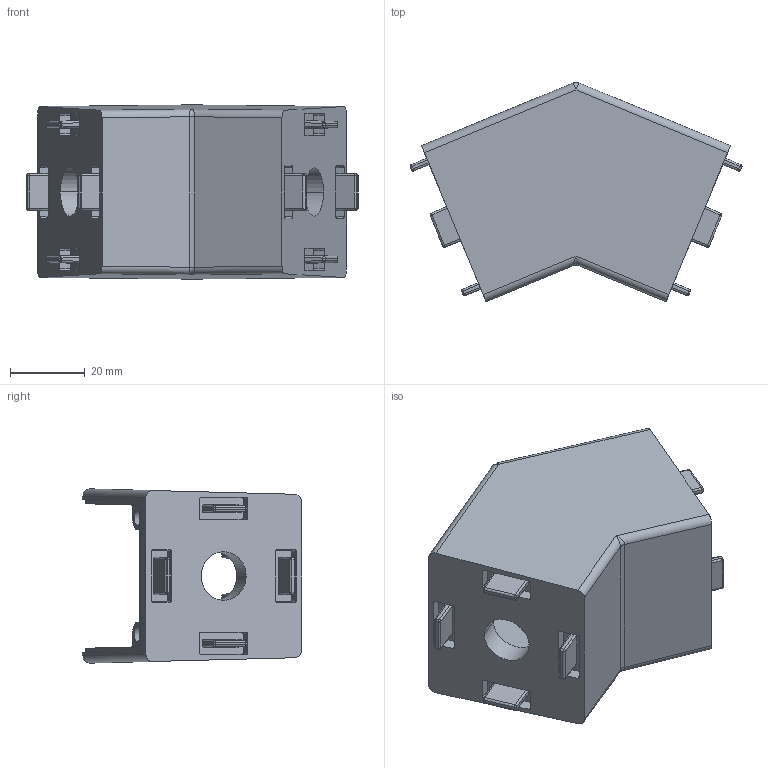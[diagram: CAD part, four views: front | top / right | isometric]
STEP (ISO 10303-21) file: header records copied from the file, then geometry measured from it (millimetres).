
FILE_DESCRIPTION (( 'STEP AP203' ), '1' );
FILE_NAME ('412535428_c_1.STEP', '2023-01-30T04:29:57', ( '' ), ( '' ), 'SwSTEP 2.0', 'SolidWorks 2014', '' );
FILE_SCHEMA (( 'CONFIG_CONTROL_DESIGN' ));
Length unit declared in the file: millimetre
Products named in the file (1): 412535428_c_1
Bounding box: 88.66 x 58.49 x 46.53 mm (x, y, z)
Volume: 54466.9 mm3; surface area: 26347.8 mm2
Topology: 1 solids, 1 shells, 431 faces, 1074 edges, 611 vertices
Faces by surface type: cylinder 154, plane 132, bspline 101, cone 44
Entity records: 14056 total; most frequent: CARTESIAN_POINT 4572, ORIENTED_EDGE 2032, DIRECTION 1902, EDGE_CURVE 1016, AXIS2_PLACEMENT_3D 689, VERTEX_POINT 611, LINE 524, VECTOR 524
